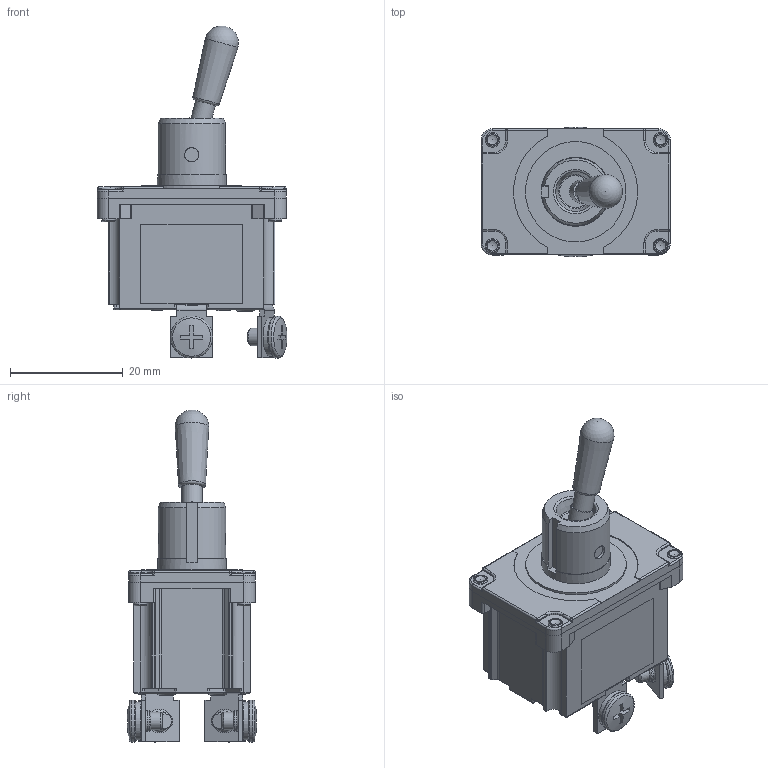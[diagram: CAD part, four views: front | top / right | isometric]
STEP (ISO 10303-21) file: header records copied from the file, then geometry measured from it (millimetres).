
FILE_DESCRIPTION(/* description */ (''),/* implementation_level */ '2;1');
FILE_NAME(/* name */ 'ST4DPxxT1S2.stp',/* time_stamp */ '2022-03-22T09:21:53-05:00',/* author */ ('mroman'),/* organization */ (''),/* preprocessor_version */ 'ST-DEVELOPER v18.1',/* originating_system */ 'Autodesk Inventor 2020',/* authorisation */ '');
FILE_SCHEMA (('AUTOMOTIVE_DESIGN { 1 0 10303 214 3 1 1 }'));
Length unit declared in the file: millimetre
Products named in the file (1): ST4DPxxT1S2
Bounding box: 33.63 x 22.98 x 58.81 mm (x, y, z)
Volume: 14811.8 mm3; surface area: 6806.9 mm2
Topology: 1 solids, 6 shells, 813 faces, 2091 edges, 1300 vertices
Faces by surface type: plane 296, cylinder 254, bspline 120, torus 69, sphere 58, cone 16
Full cylindrical faces by diameter (mm): 2 x10, 2.4 x4, 2.5 x2, 2.55 x1, 2.6 x4, 3.1 x12, 3.6 x5, 4.1 x1, 6.8 x4, 7.422 x4, 8 x1, 12.2 x1, 17.8 x1
Entity records: 27706 total; most frequent: CARTESIAN_POINT 8282, ORIENTED_EDGE 4078, DIRECTION 4034, EDGE_CURVE 2039, AXIS2_PLACEMENT_3D 1549, VERTEX_POINT 1300, LINE 936, VECTOR 936
